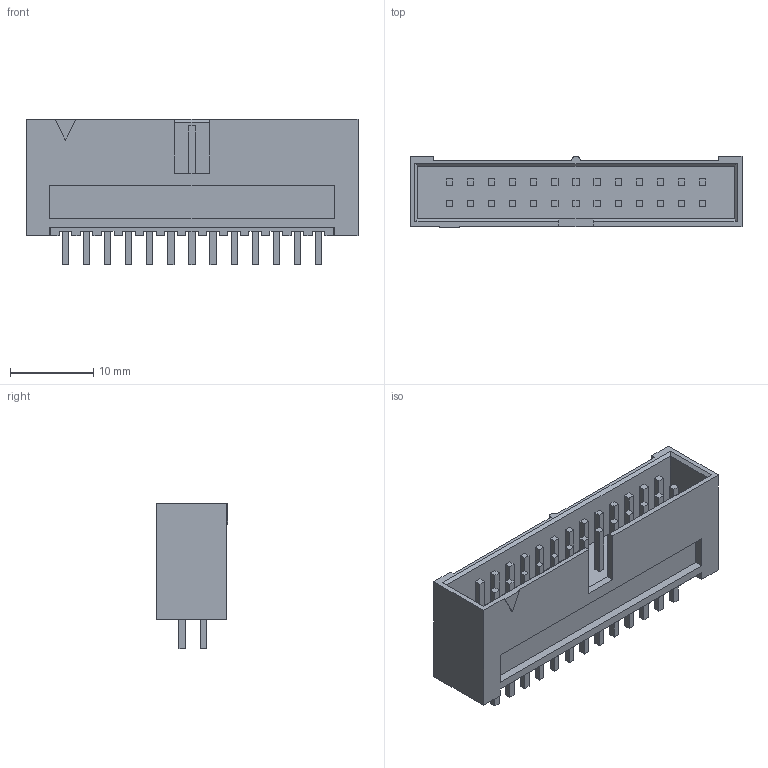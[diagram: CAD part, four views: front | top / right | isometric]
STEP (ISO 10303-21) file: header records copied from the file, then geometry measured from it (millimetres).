
FILE_DESCRIPTION(/* description */ (''),/* implementation_level */ '2;1');
FILE_NAME(/* name */ '39-26-7265-recenter.stp',/* time_stamp */ '2020-04-15T15:38:02-04:00',/* author */ ('huesof'),/* organization */ (''),/* preprocessor_version */ 'ST-DEVELOPER v18',/* originating_system */ 'Autodesk Inventor 2020',/* authorisation */ '');
FILE_SCHEMA (('AUTOMOTIVE_DESIGN { 1 0 10303 214 3 1 1 }'));
Length unit declared in the file: millimetre
Products named in the file (1): 39-26-7265-recenter
Bounding box: 39.98 x 8.65 x 17.5 mm (x, y, z)
Volume: 2710.8 mm3; surface area: 3489.9 mm2
Topology: 1 solids, 1 shells, 357 faces, 902 edges, 600 vertices
Faces by surface type: plane 356, cylinder 1
Entity records: 10527 total; most frequent: CARTESIAN_POINT 1860, ORIENTED_EDGE 1804, DIRECTION 1620, EDGE_CURVE 902, LINE 900, VECTOR 900, VERTEX_POINT 600, EDGE_LOOP 410
